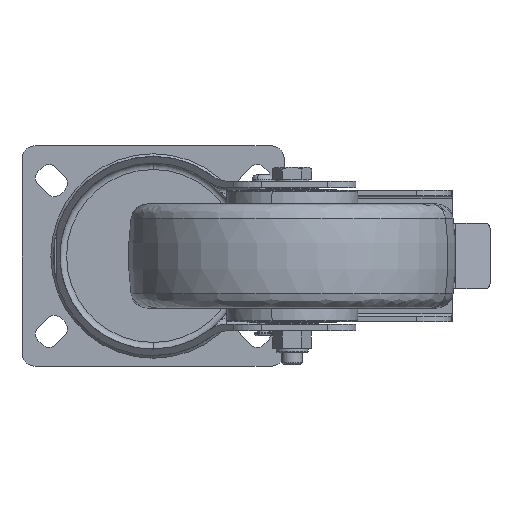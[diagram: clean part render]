
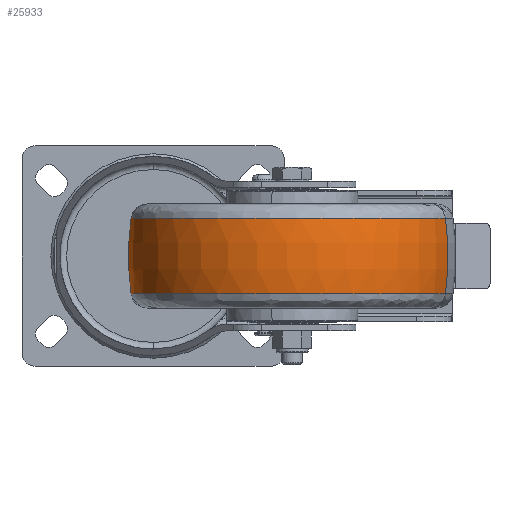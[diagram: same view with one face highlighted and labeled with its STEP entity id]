
A CAD part, front view. The second image highlights one B-rep face of the part: STEP entity #25933.
In plain terms, the highlighted toroidal (fillet/blend) face has major radius 37.5 mm and minor radius 100 mm.
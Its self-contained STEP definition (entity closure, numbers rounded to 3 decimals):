
#624 = EDGE_CURVE ( 'NONE', #14341, #31571, #8928, .T. ) ;
#780 = EDGE_LOOP ( 'NONE', ( #6343, #21605, #30820, #29887 ) ) ;
#2874 = DIRECTION ( 'NONE',  ( -0.952, 0.305, 0. ) ) ;
#5586 = CARTESIAN_POINT ( 'NONE',  ( 53., -94.5, 14.337 ) ) ;
#5999 = DIRECTION ( 'NONE',  ( 0., 0., -1. ) ) ;
#6121 = VERTEX_POINT ( 'NONE', #10590 ) ;
#6343 = ORIENTED_EDGE ( 'NONE', *, *, #624, .F. ) ;
#8928 = CIRCLE ( 'NONE', #25429, 100. ) ;
#9126 = EDGE_CURVE ( 'NONE', #24603, #6121, #23405, .T. ) ;
#9605 = EDGE_CURVE ( 'NONE', #14341, #24603, #18434, .T. ) ;
#9991 = CARTESIAN_POINT ( 'NONE',  ( -5.53, -75.727, 14.337 ) ) ;
#10155 = DIRECTION ( 'NONE',  ( 0.305, 0.952, 0. ) ) ;
#10590 = CARTESIAN_POINT ( 'NONE',  ( -5.53, -75.727, -14.337 ) ) ;
#12482 = DIRECTION ( 'NONE',  ( -0.305, -0.952, 0. ) ) ;
#13231 = DIRECTION ( 'NONE',  ( 0., 0., -1. ) ) ;
#14341 = VERTEX_POINT ( 'NONE', #32236 ) ;
#14545 = CIRCLE ( 'NONE', #24561, 61.467 ) ;
#14632 = CARTESIAN_POINT ( 'NONE',  ( 53., -94.5, -14.337 ) ) ;
#15139 = CARTESIAN_POINT ( 'NONE',  ( 111.53, -113.273, -14.337 ) ) ;
#17632 = TOROIDAL_SURFACE ( 'NONE', #21929, -37.5, 100. ) ;
#18434 = CIRCLE ( 'NONE', #27007, 61.467 ) ;
#18891 = DIRECTION ( 'NONE',  ( -0.952, 0.305, 0. ) ) ;
#21605 = ORIENTED_EDGE ( 'NONE', *, *, #9605, .T. ) ;
#21738 = EDGE_CURVE ( 'NONE', #6121, #31571, #14545, .T. ) ;
#21929 = AXIS2_PLACEMENT_3D ( 'NONE', #29542, #5999, #18891 ) ;
#23405 = CIRCLE ( 'NONE', #29595, 100. ) ;
#23564 = CARTESIAN_POINT ( 'NONE',  ( 88.708, -105.953, 0. ) ) ;
#24561 = AXIS2_PLACEMENT_3D ( 'NONE', #14632, #33132, #28001 ) ;
#24603 = VERTEX_POINT ( 'NONE', #9991 ) ;
#25429 = AXIS2_PLACEMENT_3D ( 'NONE', #26167, #10155, #28815 ) ;
#25872 = FACE_OUTER_BOUND ( 'NONE', #780, .T. ) ;
#25933 = ADVANCED_FACE ( 'NONE', ( #25872 ), #17632, .T. ) ;
#26084 = DIRECTION ( 'NONE',  ( 0.952, -0.305, 0. ) ) ;
#26167 = CARTESIAN_POINT ( 'NONE',  ( 17.292, -83.047, 0. ) ) ;
#27007 = AXIS2_PLACEMENT_3D ( 'NONE', #5586, #13231, #2874 ) ;
#28001 = DIRECTION ( 'NONE',  ( 0.952, -0.305, 0. ) ) ;
#28815 = DIRECTION ( 'NONE',  ( -0.952, 0.305, 0. ) ) ;
#29542 = CARTESIAN_POINT ( 'NONE',  ( 53., -94.5, 0. ) ) ;
#29595 = AXIS2_PLACEMENT_3D ( 'NONE', #23564, #12482, #26084 ) ;
#29887 = ORIENTED_EDGE ( 'NONE', *, *, #21738, .T. ) ;
#30820 = ORIENTED_EDGE ( 'NONE', *, *, #9126, .T. ) ;
#31571 = VERTEX_POINT ( 'NONE', #15139 ) ;
#32236 = CARTESIAN_POINT ( 'NONE',  ( 111.53, -113.273, 14.337 ) ) ;
#33132 = DIRECTION ( 'NONE',  ( 0., 0., 1. ) ) ;
